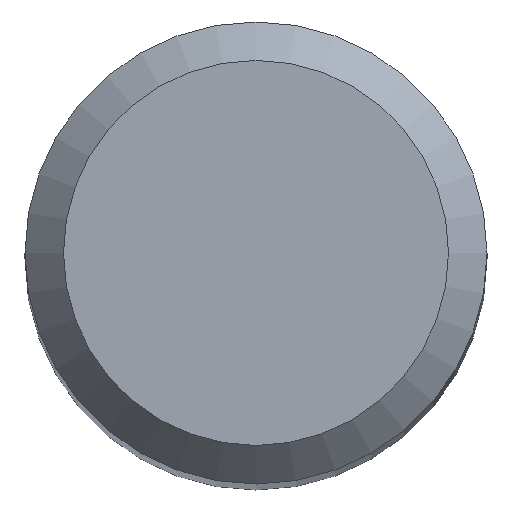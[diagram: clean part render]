
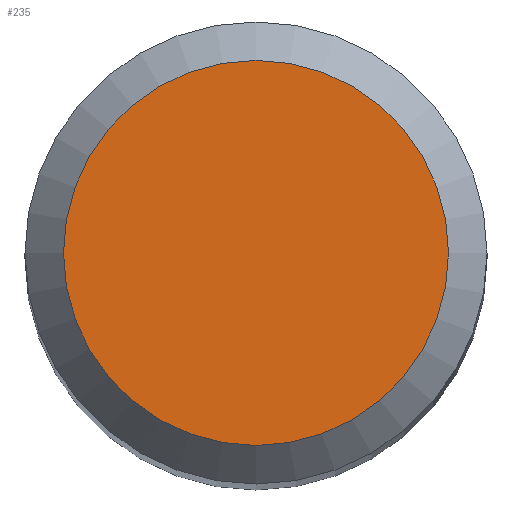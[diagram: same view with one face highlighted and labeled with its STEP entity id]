
A CAD part, top view. The second image highlights one B-rep face of the part: STEP entity #235.
In plain terms, the highlighted planar face has unit normal (0, 0, 1).
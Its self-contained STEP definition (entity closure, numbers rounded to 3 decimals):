
#3 = EDGE_LOOP ( 'NONE', ( #204 ) ) ;
#12 = PLANE ( 'NONE',  #59 ) ;
#52 = DIRECTION ( 'NONE',  ( 1., 0., 0. ) ) ;
#59 = AXIS2_PLACEMENT_3D ( 'NONE', #86, #156, #52 ) ;
#65 = DIRECTION ( 'NONE',  ( 0., 0., 1. ) ) ;
#79 = AXIS2_PLACEMENT_3D ( 'NONE', #136, #65, #172 ) ;
#86 = CARTESIAN_POINT ( 'NONE',  ( 0., 0., 55. ) ) ;
#88 = VERTEX_POINT ( 'NONE', #219 ) ;
#136 = CARTESIAN_POINT ( 'NONE',  ( 0., 0., 55. ) ) ;
#156 = DIRECTION ( 'NONE',  ( 0., 0., 1. ) ) ;
#172 = DIRECTION ( 'NONE',  ( 1., 0., 0. ) ) ;
#180 = EDGE_CURVE ( 'NONE', #88, #88, #184, .T. ) ;
#184 = CIRCLE ( 'NONE', #79, 2.5 ) ;
#192 = FACE_OUTER_BOUND ( 'NONE', #3, .T. ) ;
#204 = ORIENTED_EDGE ( 'NONE', *, *, #180, .T. ) ;
#219 = CARTESIAN_POINT ( 'NONE',  ( 2.5, 0., 55. ) ) ;
#235 = ADVANCED_FACE ( 'NONE', ( #192 ), #12, .T. ) ;
